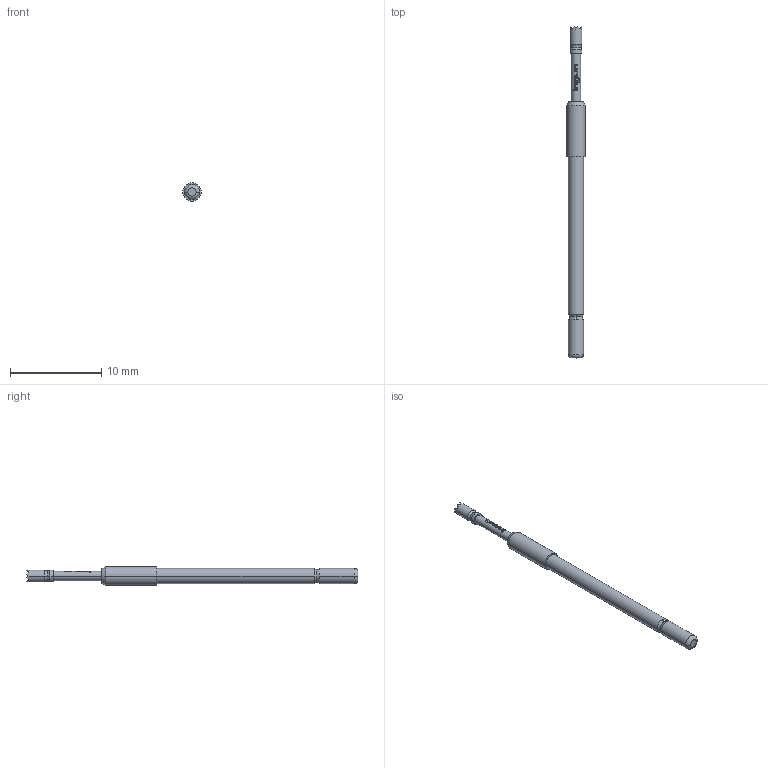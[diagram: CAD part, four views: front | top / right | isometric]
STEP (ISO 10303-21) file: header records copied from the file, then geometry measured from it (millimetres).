
FILE_DESCRIPTION (( 'STEP AP203' ), '1' );
FILE_NAME ('INGUN_HSS-118_306_130_A_xx06.STEP', '2022-02-02T08:41:06', ( 'ochi' ), ( '' ), 'SwSTEP 2.0', 'SolidWorks 2018', '' );
FILE_SCHEMA (( 'CONFIG_CONTROL_DESIGN' ));
Length unit declared in the file: millimetre
Products named in the file (1): INGUN_HSS-118_306_130_A_xx06
Bounding box: 2 x 36.3 x 2 mm (x, y, z)
Volume: 72.9 mm3; surface area: 186.6 mm2
Topology: 1 solids, 1 shells, 152 faces, 352 edges, 211 vertices
Faces by surface type: plane 97, bspline 25, cylinder 18, torus 10, cone 2
Entity records: 5233 total; most frequent: CARTESIAN_POINT 2243, ORIENTED_EDGE 704, DIRECTION 434, EDGE_CURVE 352, VERTEX_POINT 211, B_SPLINE_CURVE_WITH_KNOTS 186, AXIS2_PLACEMENT_3D 172, EDGE_LOOP 161
